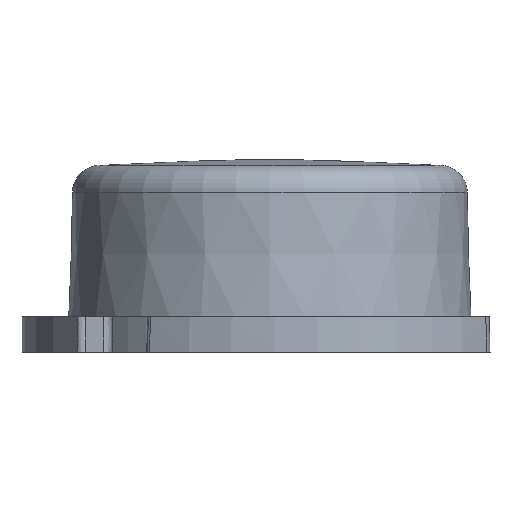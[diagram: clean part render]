
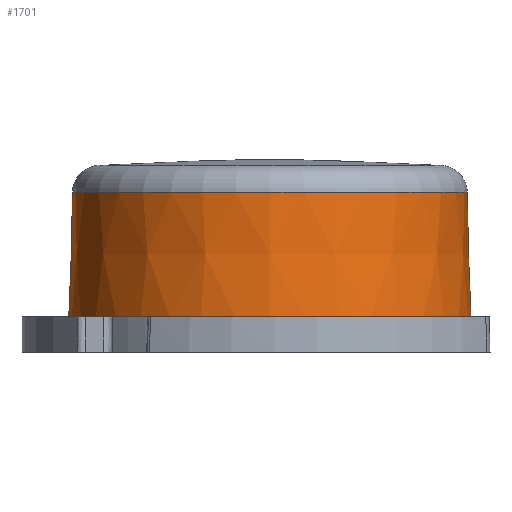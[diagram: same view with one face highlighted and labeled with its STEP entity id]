
A CAD part, left-side view. The second image highlights one B-rep face of the part: STEP entity #1701.
In plain terms, the highlighted conical face has half-angle 1.7 degrees and reference radius 3.675 mm.
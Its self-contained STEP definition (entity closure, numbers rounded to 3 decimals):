
#95=LINE('',#3764,#156);
#156=VECTOR('',#2136,3.675);
#225=CIRCLE('',#1779,3.656);
#260=CIRCLE('',#1849,3.589);
#262=CIRCLE('',#1851,3.589);
#308=CONICAL_SURFACE('',#1853,3.675,0.03);
#365=FACE_OUTER_BOUND('',#460,.T.);
#460=EDGE_LOOP('',(#1393,#1394,#1395,#1396,#1397));
#650=VERTEX_POINT('',#2619);
#735=VERTEX_POINT('',#3756);
#736=VERTEX_POINT('',#3757);
#838=EDGE_CURVE('',#650,#650,#225,.T.);
#968=EDGE_CURVE('',#735,#736,#260,.T.);
#970=EDGE_CURVE('',#736,#735,#262,.T.);
#972=EDGE_CURVE('',#735,#650,#95,.T.);
#1393=ORIENTED_EDGE('',*,*,#968,.F.);
#1394=ORIENTED_EDGE('',*,*,#972,.T.);
#1395=ORIENTED_EDGE('',*,*,#838,.T.);
#1396=ORIENTED_EDGE('',*,*,#972,.F.);
#1397=ORIENTED_EDGE('',*,*,#970,.F.);
#1701=ADVANCED_FACE('',(#365),#308,.T.);
#1779=AXIS2_PLACEMENT_3D('',#2620,#1958,#1959);
#1849=AXIS2_PLACEMENT_3D('',#3758,#2125,#2126);
#1851=AXIS2_PLACEMENT_3D('',#3760,#2129,#2130);
#1853=AXIS2_PLACEMENT_3D('',#3763,#2134,#2135);
#1958=DIRECTION('center_axis',(0.,0.,1.));
#1959=DIRECTION('ref_axis',(1.,0.,0.));
#2125=DIRECTION('center_axis',(0.,0.,1.));
#2126=DIRECTION('ref_axis',(1.,0.,0.));
#2129=DIRECTION('center_axis',(0.,0.,1.));
#2130=DIRECTION('ref_axis',(1.,0.,0.));
#2134=DIRECTION('center_axis',(0.,0.,-1.));
#2135=DIRECTION('ref_axis',(1.,0.,0.));
#2136=DIRECTION('',(-0.03,0.,-1.));
#2619=CARTESIAN_POINT('',(-3.656,0.,0.65));
#2620=CARTESIAN_POINT('Origin',(0.,0.,0.65));
#3756=CARTESIAN_POINT('',(-3.589,0.,2.912));
#3757=CARTESIAN_POINT('',(3.589,0.,2.912));
#3758=CARTESIAN_POINT('Origin',(0.,0.,2.912));
#3760=CARTESIAN_POINT('Origin',(0.,0.,2.912));
#3763=CARTESIAN_POINT('Origin',(0.,0.,0.));
#3764=CARTESIAN_POINT('',(-3.675,0.,0.));
